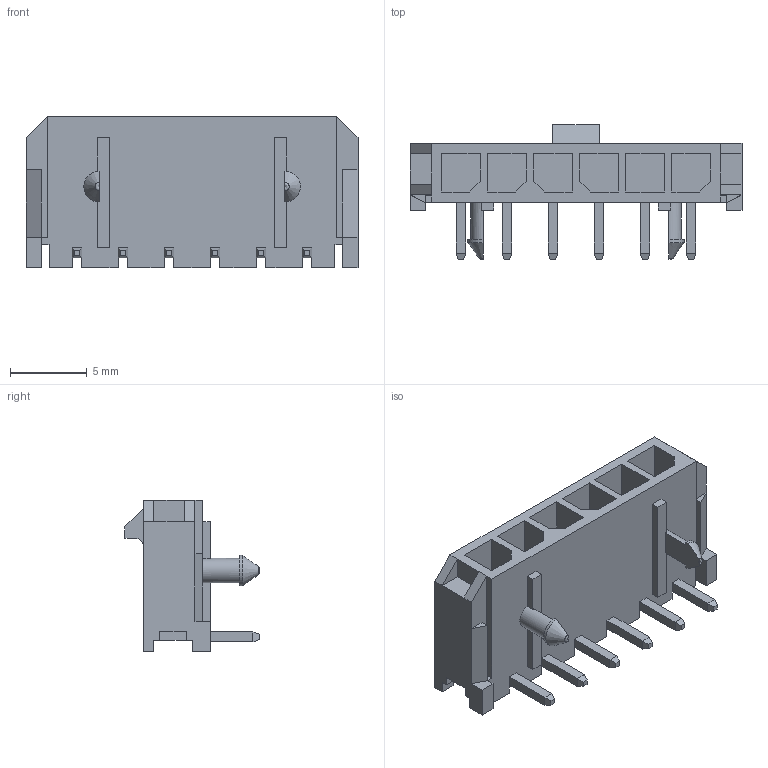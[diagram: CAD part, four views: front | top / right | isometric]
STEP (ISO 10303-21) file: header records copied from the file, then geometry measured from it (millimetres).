
FILE_DESCRIPTION(('STEP AP242'),'1');
FILE_NAME('43650-0601.stp','2021-07-31T18:00:00',('TraceParts'),('TraceParts S.A.'),'Spatial InterOp 3D',' ',' ');
FILE_SCHEMA(('AP242_MANAGED_MODEL_BASED_3D_ENGINEERING_MIM_LF {1 0 10303 442 1 1 4}'));
Length unit declared in the file: millimetre
Products named in the file (1): 43650-0601_1
Bounding box: 21.64 x 8.75 x 9.9 mm (x, y, z)
Volume: 540.7 mm3; surface area: 1229.2 mm2
Topology: 1 solids, 1 shells, 235 faces, 647 edges, 446 vertices
Faces by surface type: plane 226, cylinder 5, cone 2, torus 1, bspline 1
Entity records: 7294 total; most frequent: CARTESIAN_POINT 1305, ORIENTED_EDGE 1240, DIRECTION 1153, EDGE_CURVE 620, LINE 609, VECTOR 609, VERTEX_POINT 396, AXIS2_PLACEMENT_3D 272
